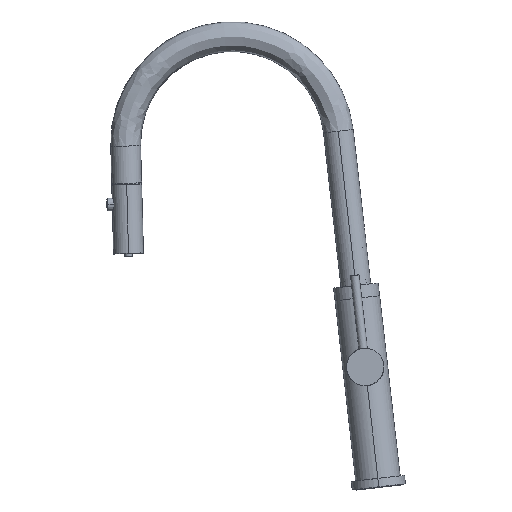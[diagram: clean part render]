
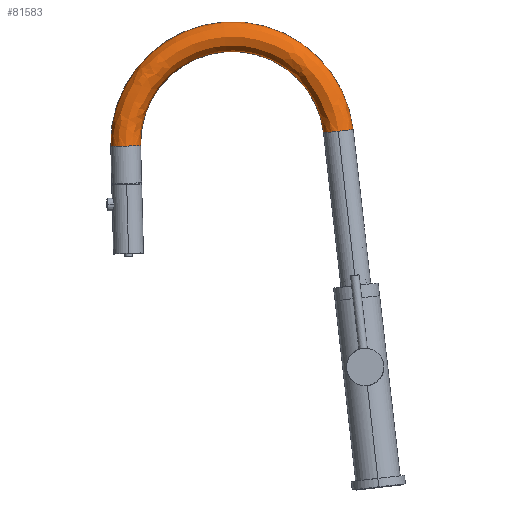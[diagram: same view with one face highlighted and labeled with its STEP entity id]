
A CAD part, top view. The second image highlights one B-rep face of the part: STEP entity #81583.
In plain terms, the highlighted free-form (B-spline) face has degree [3, 3] with [4, 4] control points.
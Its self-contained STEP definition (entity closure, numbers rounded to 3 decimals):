
#3245 = ORIENTED_EDGE ( 'NONE', *, *, #77567, .T. ) ;
#4998 = CARTESIAN_POINT ( 'NONE',  ( -34.768, 536.844, 21.9 ) ) ;
#6493 = VERTEX_POINT ( 'NONE', #89321 ) ;
#11430 = EDGE_CURVE ( 'NONE', #6493, #74401, #120316, .T. ) ;
#11792 = CARTESIAN_POINT ( 'NONE',  ( -24.962, 327.1, -6.1 ) ) ;
#13262 = DIRECTION ( 'NONE',  ( -0.113, 0.994, 0. ) ) ;
#16126 = CARTESIAN_POINT ( 'NONE',  ( -11.052, 328.685, 21.9 ) ) ;
#16270 = EDGE_CURVE ( 'NONE', #37804, #6493, #94972, .T. ) ;
#17836 = DIRECTION ( 'NONE',  ( 0., 0., -1. ) ) ;
#21016 =( BOUNDED_SURFACE ( )  B_SPLINE_SURFACE ( 3, 3, ( 
 ( #34440, #45564, #85447, #65805 ),
 ( #76267, #96531, #4998, #16126 ),
 ( #95890, #54065, #124621, #26565 ),
 ( #37041, #93946, #94583, #27228 ) ),
 .UNSPECIFIED., .F., .F., .T. ) 
 B_SPLINE_SURFACE_WITH_KNOTS ( ( 4, 4 ),
 ( 4, 4 ),
 ( 0., 1. ),
 ( 0., 1. ),
 .UNSPECIFIED. ) 
 GEOMETRIC_REPRESENTATION_ITEM ( )  RATIONAL_B_SPLINE_SURFACE ( (
 ( 1., 0.362, 0.362, 1.),
 ( 0.333, 0.121, 0.121, 0.333),
 ( 0.333, 0.121, 0.121, 0.333),
 ( 1., 0.362, 0.362, 1.) ) ) 
 REPRESENTATION_ITEM ( '' )  SURFACE ( )  );
#26565 = CARTESIAN_POINT ( 'NONE',  ( -38.872, 325.515, 21.9 ) ) ;
#27228 = CARTESIAN_POINT ( 'NONE',  ( -38.872, 325.515, -6.1 ) ) ;
#30559 = AXIS2_PLACEMENT_3D ( 'NONE', #11792, #120302, #90913 ) ;
#34440 = CARTESIAN_POINT ( 'NONE',  ( -238.28, 312.796, -6.1 ) ) ;
#35580 = EDGE_CURVE ( 'NONE', #100385, #76310, #43723, .T. ) ;
#36803 = CARTESIAN_POINT ( 'NONE',  ( -124.319, 315.78, -6.1 ) ) ;
#37041 = CARTESIAN_POINT ( 'NONE',  ( -210.289, 313.529, -6.1 ) ) ;
#37467 = DIRECTION ( 'NONE',  ( 1., 0.026, 0. ) ) ;
#37804 = VERTEX_POINT ( 'NONE', #63143 ) ;
#40958 = DIRECTION ( 'NONE',  ( -1., -0.026, 0. ) ) ;
#43723 = CIRCLE ( 'NONE', #60416, 14. ) ;
#44269 = FACE_OUTER_BOUND ( 'NONE', #82950, .T. ) ;
#45564 = CARTESIAN_POINT ( 'NONE',  ( -243.763, 522.23, -6.1 ) ) ;
#50451 = CARTESIAN_POINT ( 'NONE',  ( -210.289, 313.529, -6.1 ) ) ;
#54065 = CARTESIAN_POINT ( 'NONE',  ( -214.426, 471.523, 21.9 ) ) ;
#56047 = CARTESIAN_POINT ( 'NONE',  ( -238.28, 312.796, -6.1 ) ) ;
#60416 = AXIS2_PLACEMENT_3D ( 'NONE', #103020, #120698, #40958 ) ;
#63143 = CARTESIAN_POINT ( 'NONE',  ( -38.872, 325.515, -6.1 ) ) ;
#65455 = AXIS2_PLACEMENT_3D ( 'NONE', #97044, #77454, #126434 ) ;
#65805 = CARTESIAN_POINT ( 'NONE',  ( -11.052, 328.685, -6.1 ) ) ;
#74401 = VERTEX_POINT ( 'NONE', #99039 ) ;
#76267 = CARTESIAN_POINT ( 'NONE',  ( -238.28, 312.796, 21.9 ) ) ;
#76310 = VERTEX_POINT ( 'NONE', #50451 ) ;
#77454 = DIRECTION ( 'NONE',  ( 0., 0., -1. ) ) ;
#77567 = EDGE_CURVE ( 'NONE', #76310, #37804, #121846, .T. ) ;
#81583 = ADVANCED_FACE ( 'NONE', ( #44269 ), #21016, .T. ) ;
#82950 = EDGE_LOOP ( 'NONE', ( #87388, #3245, #112869, #124278, #94931 ) ) ;
#85447 = CARTESIAN_POINT ( 'NONE',  ( -34.768, 536.844, -6.1 ) ) ;
#87388 = ORIENTED_EDGE ( 'NONE', *, *, #35580, .T. ) ;
#89321 = CARTESIAN_POINT ( 'NONE',  ( -24.962, 327.1, 7.9 ) ) ;
#90913 = DIRECTION ( 'NONE',  ( 0.994, 0.113, 0. ) ) ;
#93663 = EDGE_CURVE ( 'NONE', #100385, #74401, #98853, .T. ) ;
#93946 = CARTESIAN_POINT ( 'NONE',  ( -214.426, 471.523, -6.1 ) ) ;
#94583 = CARTESIAN_POINT ( 'NONE',  ( -56.763, 482.548, -6.1 ) ) ;
#94931 = ORIENTED_EDGE ( 'NONE', *, *, #93663, .F. ) ;
#94972 = CIRCLE ( 'NONE', #111649, 14. ) ;
#95890 = CARTESIAN_POINT ( 'NONE',  ( -210.289, 313.529, 21.9 ) ) ;
#96531 = CARTESIAN_POINT ( 'NONE',  ( -243.763, 522.23, 21.9 ) ) ;
#97044 = CARTESIAN_POINT ( 'NONE',  ( -124.319, 315.78, -6.1 ) ) ;
#98853 = CIRCLE ( 'NONE', #65455, 114. ) ;
#99039 = CARTESIAN_POINT ( 'NONE',  ( -11.052, 328.685, -6.1 ) ) ;
#100385 = VERTEX_POINT ( 'NONE', #56047 ) ;
#102184 = CARTESIAN_POINT ( 'NONE',  ( -24.962, 327.1, -6.1 ) ) ;
#103020 = CARTESIAN_POINT ( 'NONE',  ( -224.285, 313.163, -6.1 ) ) ;
#111649 = AXIS2_PLACEMENT_3D ( 'NONE', #102184, #13262, #112626 ) ;
#112626 = DIRECTION ( 'NONE',  ( 0.994, 0.113, 0. ) ) ;
#112869 = ORIENTED_EDGE ( 'NONE', *, *, #16270, .T. ) ;
#120302 = DIRECTION ( 'NONE',  ( -0.113, 0.994, 0. ) ) ;
#120316 = CIRCLE ( 'NONE', #30559, 14. ) ;
#120698 = DIRECTION ( 'NONE',  ( -0.026, 1., 0. ) ) ;
#121846 = CIRCLE ( 'NONE', #125951, 86. ) ;
#124278 = ORIENTED_EDGE ( 'NONE', *, *, #11430, .T. ) ;
#124621 = CARTESIAN_POINT ( 'NONE',  ( -56.763, 482.548, 21.9 ) ) ;
#125951 = AXIS2_PLACEMENT_3D ( 'NONE', #36803, #17836, #37467 ) ;
#126434 = DIRECTION ( 'NONE',  ( 1., 0.026, 0. ) ) ;
